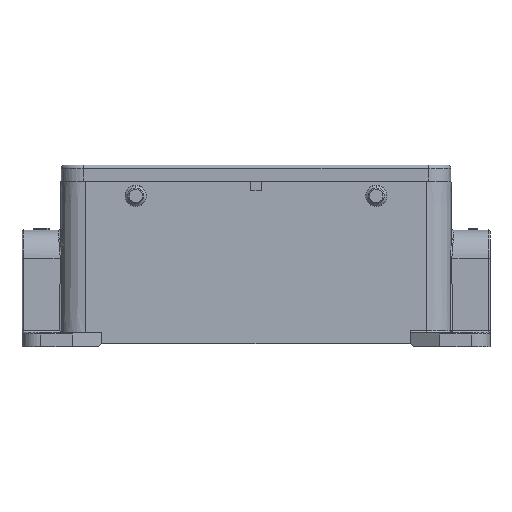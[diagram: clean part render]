
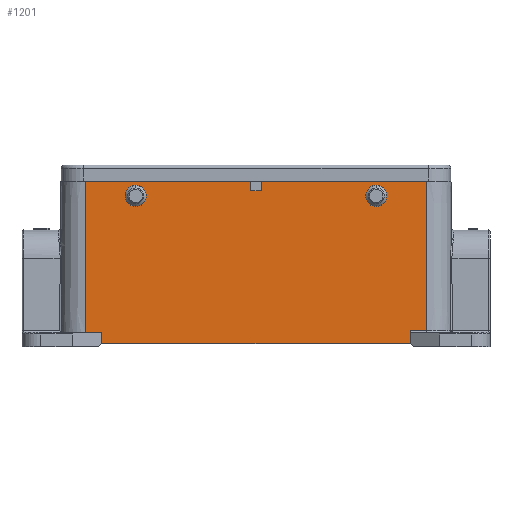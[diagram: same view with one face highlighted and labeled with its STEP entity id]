
A CAD part, left-side view. The second image highlights one B-rep face of the part: STEP entity #1201.
In plain terms, the highlighted planar face has unit normal (-1, 0, 0.009).
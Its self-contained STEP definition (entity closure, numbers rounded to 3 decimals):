
#239=FACE_BOUND('',#2362,.T.);
#240=FACE_BOUND('',#2363,.T.);
#241=FACE_BOUND('',#2364,.T.);
#876=ELLIPSE('',#8949,1.5,1.5);
#877=ELLIPSE('',#8950,1.5,1.5);
#1201=ADVANCED_FACE('',(#239,#240,#241),#1531,.T.);
#1531=PLANE('',#8951);
#2362=EDGE_LOOP('',(#4331));
#2363=EDGE_LOOP('',(#4332));
#2364=EDGE_LOOP('',(#4333,#4334,#4335,#4336,#4337,#4338,#4339,#4340,#4341,
#4342,#4343,#4344));
#4331=ORIENTED_EDGE('',*,*,#6782,.T.);
#4332=ORIENTED_EDGE('',*,*,#6783,.T.);
#4333=ORIENTED_EDGE('',*,*,#6770,.T.);
#4334=ORIENTED_EDGE('',*,*,#6784,.T.);
#4335=ORIENTED_EDGE('',*,*,#6785,.T.);
#4336=ORIENTED_EDGE('',*,*,#6370,.T.);
#4337=ORIENTED_EDGE('',*,*,#6786,.F.);
#4338=ORIENTED_EDGE('',*,*,#6787,.T.);
#4339=ORIENTED_EDGE('',*,*,#6487,.T.);
#4340=ORIENTED_EDGE('',*,*,#6494,.F.);
#4341=ORIENTED_EDGE('',*,*,#6506,.F.);
#4342=ORIENTED_EDGE('',*,*,#6509,.T.);
#4343=ORIENTED_EDGE('',*,*,#6740,.T.);
#4344=ORIENTED_EDGE('',*,*,#6781,.T.);
#5439=VERTEX_POINT('',#13057);
#5440=VERTEX_POINT('',#13059);
#5516=VERTEX_POINT('',#13516);
#5517=VERTEX_POINT('',#13518);
#5521=VERTEX_POINT('',#13530);
#5528=VERTEX_POINT('',#13561);
#5530=VERTEX_POINT('',#13566);
#5683=VERTEX_POINT('',#14278);
#5698=VERTEX_POINT('',#14432);
#5699=VERTEX_POINT('',#14434);
#5704=VERTEX_POINT('',#14461);
#5705=VERTEX_POINT('',#14463);
#5706=VERTEX_POINT('',#14465);
#5707=VERTEX_POINT('',#14468);
#6370=EDGE_CURVE('',#5440,#5439,#7403,.T.);
#6487=EDGE_CURVE('',#5517,#5516,#7458,.T.);
#6494=EDGE_CURVE('',#5521,#5516,#7463,.T.);
#6506=EDGE_CURVE('',#5528,#5521,#7471,.T.);
#6509=EDGE_CURVE('',#5528,#5530,#7474,.T.);
#6740=EDGE_CURVE('',#5530,#5683,#7615,.T.);
#6770=EDGE_CURVE('',#5699,#5698,#7630,.T.);
#6781=EDGE_CURVE('',#5683,#5699,#7633,.T.);
#6782=EDGE_CURVE('',#5704,#5704,#876,.T.);
#6783=EDGE_CURVE('',#5705,#5705,#877,.T.);
#6784=EDGE_CURVE('',#5698,#5706,#7634,.T.);
#6785=EDGE_CURVE('',#5706,#5440,#7635,.T.);
#6786=EDGE_CURVE('',#5707,#5439,#7636,.T.);
#6787=EDGE_CURVE('',#5707,#5517,#7637,.T.);
#7403=LINE('',#13058,#8045);
#7458=LINE('',#13517,#8100);
#7463=LINE('',#13531,#8105);
#7471=LINE('',#13560,#8113);
#7474=LINE('',#13567,#8116);
#7615=LINE('',#14279,#8257);
#7630=LINE('',#14433,#8272);
#7633=LINE('',#14458,#8275);
#7634=LINE('',#14464,#8276);
#7635=LINE('',#14466,#8277);
#7636=LINE('',#14467,#8278);
#7637=LINE('',#14469,#8279);
#8045=VECTOR('',#10132,1.);
#8100=VECTOR('',#10345,1.);
#8105=VECTOR('',#10358,1.);
#8113=VECTOR('',#10384,1.);
#8116=VECTOR('',#10389,1.);
#8257=VECTOR('',#10772,1.);
#8272=VECTOR('',#10825,1.);
#8275=VECTOR('',#10854,1.);
#8276=VECTOR('',#10861,1.);
#8277=VECTOR('',#10862,1.);
#8278=VECTOR('',#10863,1.);
#8279=VECTOR('',#10864,1.);
#8949=AXIS2_PLACEMENT_3D('',#14460,#10857,#10858);
#8950=AXIS2_PLACEMENT_3D('',#14462,#10859,#10860);
#8951=AXIS2_PLACEMENT_3D('',#14470,#10865,#10866);
#10132=DIRECTION('',(0.,1.,0.));
#10345=DIRECTION('',(-0.009,0.,-1.));
#10358=DIRECTION('',(0.,1.,0.));
#10384=DIRECTION('',(0.009,0.,1.));
#10389=DIRECTION('',(0.,-1.,0.));
#10772=DIRECTION('',(0.009,0.,1.));
#10825=DIRECTION('',(0.009,0.,1.));
#10854=DIRECTION('',(0.,-1.,0.));
#10857=DIRECTION('',(1.,0.,-0.009));
#10858=DIRECTION('',(-0.009,0.,-1.));
#10859=DIRECTION('',(1.,0.,-0.009));
#10860=DIRECTION('',(-0.009,0.,-1.));
#10861=DIRECTION('',(0.,1.,0.));
#10862=DIRECTION('',(-0.009,0.,-1.));
#10863=DIRECTION('',(-0.009,0.,-1.));
#10864=DIRECTION('',(0.,1.,0.));
#10865=DIRECTION('',(-1.,0.,0.009));
#10866=DIRECTION('',(0.,1.,0.));
#13057=CARTESIAN_POINT('',(-21.526,1.6,48.));
#13058=CARTESIAN_POINT('',(-21.526,-1.6,48.));
#13059=CARTESIAN_POINT('',(-21.526,-1.6,48.));
#13516=CARTESIAN_POINT('',(-21.906,52.5,4.5));
#13517=CARTESIAN_POINT('',(-21.5,52.5,51.));
#13518=CARTESIAN_POINT('',(-21.5,52.5,51.));
#13530=CARTESIAN_POINT('',(-21.906,47.5,4.5));
#13531=CARTESIAN_POINT('',(-21.906,47.5,4.5));
#13560=CARTESIAN_POINT('',(-21.936,47.5,1.));
#13561=CARTESIAN_POINT('',(-21.936,47.5,1.));
#13566=CARTESIAN_POINT('',(-21.936,-47.5,1.));
#13567=CARTESIAN_POINT('',(-21.936,47.5,1.));
#14278=CARTESIAN_POINT('',(-21.901,-47.5,4.996));
#14279=CARTESIAN_POINT('',(-21.936,-47.5,1.));
#14432=CARTESIAN_POINT('',(-21.5,-52.5,51.));
#14433=CARTESIAN_POINT('',(-21.901,-52.5,4.996));
#14434=CARTESIAN_POINT('',(-21.901,-52.5,4.996));
#14458=CARTESIAN_POINT('',(-21.901,-47.5,4.996));
#14460=CARTESIAN_POINT('',(-21.539,37.,46.5));
#14461=CARTESIAN_POINT('',(-21.552,37.,45.));
#14462=CARTESIAN_POINT('',(-21.539,-37.,46.5));
#14463=CARTESIAN_POINT('',(-21.552,-37.,45.));
#14464=CARTESIAN_POINT('',(-21.5,-52.5,51.));
#14465=CARTESIAN_POINT('',(-21.5,-1.6,51.));
#14466=CARTESIAN_POINT('',(-21.5,-1.6,51.));
#14467=CARTESIAN_POINT('',(-21.5,1.6,51.));
#14468=CARTESIAN_POINT('',(-21.5,1.6,51.));
#14469=CARTESIAN_POINT('',(-21.5,1.6,51.));
#14470=CARTESIAN_POINT('',(-21.5,55.148,51.));
